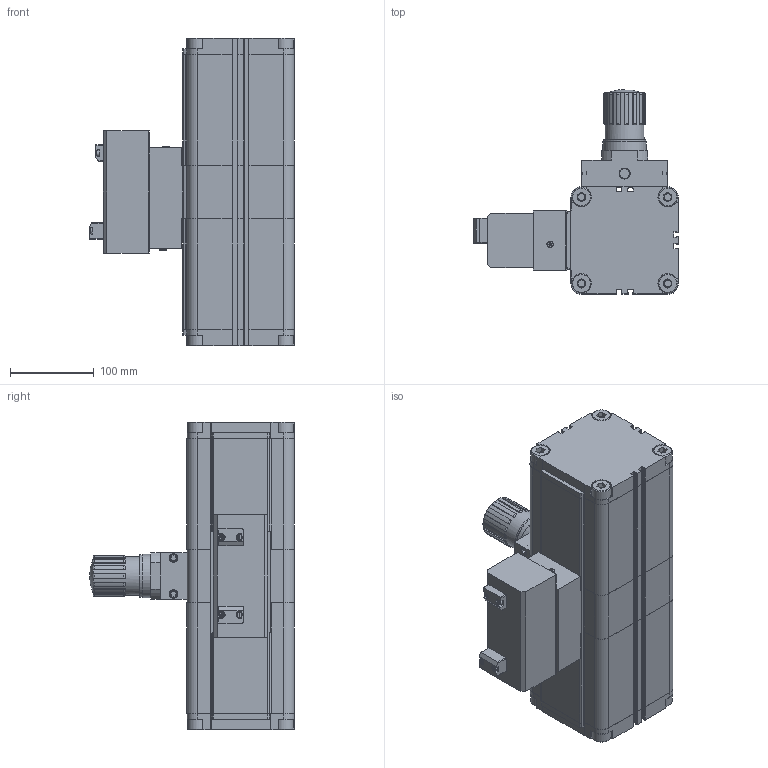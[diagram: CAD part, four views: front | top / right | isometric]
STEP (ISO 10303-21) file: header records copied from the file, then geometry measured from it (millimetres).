
FILE_DESCRIPTION(/* description */ ('STEP AP214'),/* implementation_level */ '2;1');
FILE_NAME(/* name */ '549402_DPA-100-16-A',/* time_stamp */ '2024-08-20T18:53:19+02:00',/* author */ ('License CC BY-ND 4.0'),/* organization */ ('CADENAS'),/* preprocessor_version */ 'ST-DEVELOPER v19.3',/* originating_system */ 'PARTsolutions',/* authorisation */ ' ');
FILE_SCHEMA (('AUTOMOTIVE_DESIGN {1 0 10303 214 3 1 1}'));
Length unit declared in the file: millimetre
Products named in the file (2): 549402 DPA-100-16-A; 188399 DPA-100-16-2
Assembly tree (1 placements, depth 2):
  549402 DPA-100-16-A
    188399 DPA-100-16-2
Bounding box: 243.9 x 244 x 367 mm (x, y, z)
Volume: 7146289.2 mm3; surface area: 350474.3 mm2
Topology: 1 solids, 1 shells, 930 faces, 2437 edges, 1572 vertices
Faces by surface type: plane 578, cylinder 263, cone 49, torus 39, sphere 1
Full cylindrical faces by diameter (mm): 2.459 x2, 4.134 x2, 6 x1, 7 x2, 8.376 x8, 9.6 x8, 10 x8, 11.445 x2, 13 x1, 14 x1, 18.631 x3, 23 x8, 27 x1, 27.1 x1, 40 x1, 46.3 x1, 50.2 x1, 52 x1
Entity records: 34477 total; most frequent: CARTESIAN_POINT 4990, DIRECTION 4851, ORIENTED_EDGE 4636, EDGE_CURVE 2318, AXIS2_PLACEMENT_3D 1657, VERTEX_POINT 1556, LINE 1537, VECTOR 1537
